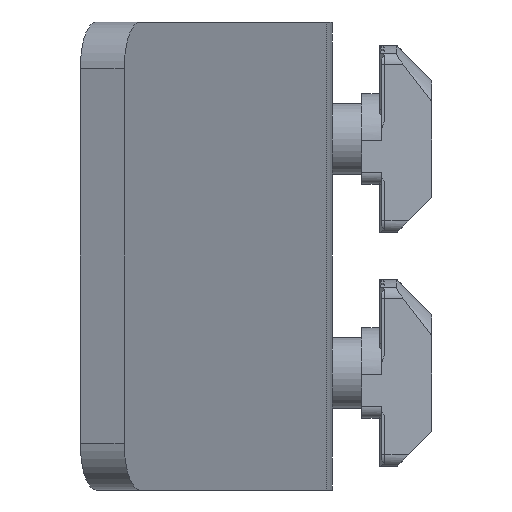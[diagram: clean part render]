
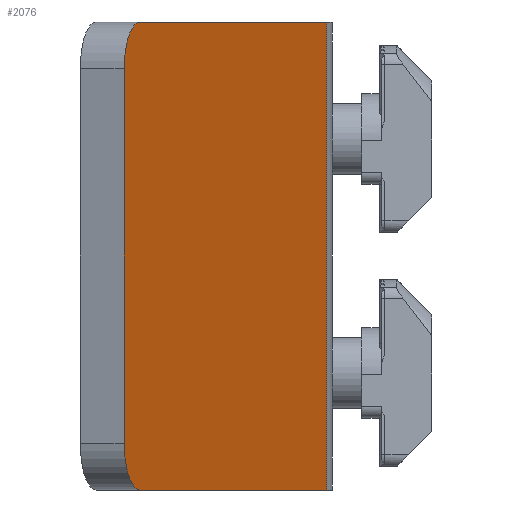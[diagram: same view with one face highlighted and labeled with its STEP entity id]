
A CAD part, front view. The second image highlights one B-rep face of the part: STEP entity #2076.
In plain terms, the highlighted face is planar.
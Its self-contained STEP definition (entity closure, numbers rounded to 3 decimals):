
#146=PLANE('',#2295);
#224=FACE_OUTER_BOUND('',#341,.T.);
#341=EDGE_LOOP('',(#1481,#1482,#1483,#1484,#1485,#1486));
#461=LINE('',#3191,#635);
#467=LINE('',#3207,#641);
#480=LINE('',#3243,#654);
#482=LINE('',#3248,#656);
#635=VECTOR('',#2549,10.);
#641=VECTOR('',#2565,10.);
#654=VECTOR('',#2598,10.);
#656=VECTOR('',#2606,5.76);
#797=CIRCLE('',#2270,4.);
#800=CIRCLE('',#2276,4.);
#871=VERTEX_POINT('',#3178);
#872=VERTEX_POINT('',#3179);
#876=VERTEX_POINT('',#3189);
#880=VERTEX_POINT('',#3201);
#881=VERTEX_POINT('',#3205);
#894=VERTEX_POINT('',#3242);
#1089=EDGE_CURVE('',#871,#872,#797,.T.);
#1095=EDGE_CURVE('',#876,#871,#461,.T.);
#1100=EDGE_CURVE('',#880,#876,#800,.T.);
#1103=EDGE_CURVE('',#881,#880,#467,.T.);
#1120=EDGE_CURVE('',#881,#894,#480,.T.);
#1124=EDGE_CURVE('',#872,#894,#482,.T.);
#1481=ORIENTED_EDGE('',*,*,#1089,.F.);
#1482=ORIENTED_EDGE('',*,*,#1095,.F.);
#1483=ORIENTED_EDGE('',*,*,#1100,.F.);
#1484=ORIENTED_EDGE('',*,*,#1103,.F.);
#1485=ORIENTED_EDGE('',*,*,#1120,.T.);
#1486=ORIENTED_EDGE('',*,*,#1124,.F.);
#2076=ADVANCED_FACE('',(#224),#146,.F.);
#2270=AXIS2_PLACEMENT_3D('',#3180,#2539,#2540);
#2276=AXIS2_PLACEMENT_3D('',#3202,#2559,#2560);
#2295=AXIS2_PLACEMENT_3D('',#3254,#2616,#2617);
#2539=DIRECTION('center_axis',(-0.342,0.,
0.94));
#2540=DIRECTION('ref_axis',(0.664,0.707,0.242));
#2549=DIRECTION('',(0.,1.,0.));
#2559=DIRECTION('center_axis',(-0.342,0.,
0.94));
#2560=DIRECTION('ref_axis',(0.664,-0.707,0.242));
#2565=DIRECTION('',(0.94,0.,0.342));
#2598=DIRECTION('',(0.,1.,0.));
#2606=DIRECTION('',(-0.94,0.,-0.342));
#2616=DIRECTION('center_axis',(-0.342,0.,
0.94));
#2617=DIRECTION('ref_axis',(0.94,0.,0.342));
#3178=CARTESIAN_POINT('',(75.275,16.,17.785));
#3179=CARTESIAN_POINT('',(71.516,20.,16.417));
#3180=CARTESIAN_POINT('Origin',(71.516,16.,16.417));
#3189=CARTESIAN_POINT('',(75.275,-16.,17.785));
#3191=CARTESIAN_POINT('',(75.275,-20.,17.785));
#3201=CARTESIAN_POINT('',(71.516,-20.,16.417));
#3202=CARTESIAN_POINT('Origin',(71.516,-16.,16.417));
#3205=CARTESIAN_POINT('',(27.736,-20.,0.482));
#3207=CARTESIAN_POINT('',(27.736,-20.,0.482));
#3242=CARTESIAN_POINT('',(27.736,20.,0.482));
#3243=CARTESIAN_POINT('',(27.736,0.,0.482));
#3248=CARTESIAN_POINT('',(10.732,20.,-5.707));
#3254=CARTESIAN_POINT('Origin',(50.561,0.,
8.79));
